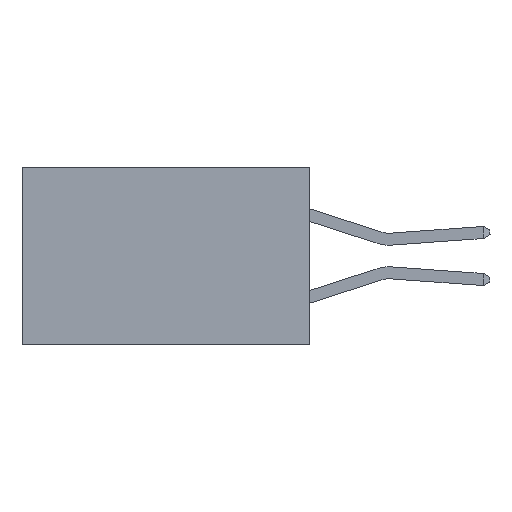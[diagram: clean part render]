
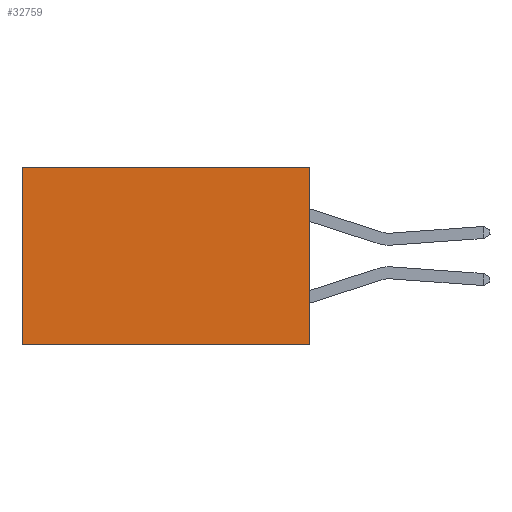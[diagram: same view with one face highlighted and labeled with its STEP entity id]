
A CAD part, left-side view. The second image highlights one B-rep face of the part: STEP entity #32759.
In plain terms, the highlighted planar face has unit normal (-1, 0, 0).
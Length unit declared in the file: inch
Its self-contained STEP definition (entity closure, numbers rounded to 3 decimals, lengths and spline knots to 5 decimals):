
#2141 = DIRECTION ( 'NONE',  ( 0., 0., -1. ) ) ;
#2854 = DIRECTION ( 'NONE',  ( 0., 0., -1. ) ) ;
#4188 = LINE ( 'NONE', #18236, #29342 ) ;
#4792 = VERTEX_POINT ( 'NONE', #30800 ) ;
#6322 = DIRECTION ( 'NONE',  ( 0., 1., 0. ) ) ;
#6460 = CARTESIAN_POINT ( 'NONE',  ( 0.298, 0., 0. ) ) ;
#6719 = EDGE_CURVE ( 'NONE', #4792, #32015, #29988, .T. ) ;
#7552 = CARTESIAN_POINT ( 'NONE',  ( 0.298, 0., 0. ) ) ;
#10356 = CARTESIAN_POINT ( 'NONE',  ( 0.298, 0.6, 0. ) ) ;
#11912 = ORIENTED_EDGE ( 'NONE', *, *, #6719, .F. ) ;
#12208 = EDGE_CURVE ( 'NONE', #16819, #21813, #31252, .T. ) ;
#12475 = CARTESIAN_POINT ( 'NONE',  ( 0.298, 0., 0. ) ) ;
#12796 = VECTOR ( 'NONE', #6322, 39.37008 ) ;
#13470 = VECTOR ( 'NONE', #25754, 39.37008 ) ;
#13652 = CARTESIAN_POINT ( 'NONE',  ( 0.298, 0., -0.37 ) ) ;
#14393 = EDGE_CURVE ( 'NONE', #21813, #32015, #26287, .T. ) ;
#15171 = DIRECTION ( 'NONE',  ( 1., 0., 0. ) ) ;
#16168 = ORIENTED_EDGE ( 'NONE', *, *, #14393, .T. ) ;
#16819 = VERTEX_POINT ( 'NONE', #7552 ) ;
#18236 = CARTESIAN_POINT ( 'NONE',  ( 0.298, 0., 0. ) ) ;
#18859 = DIRECTION ( 'NONE',  ( 0., 1., 0. ) ) ;
#20251 = AXIS2_PLACEMENT_3D ( 'NONE', #12475, #15171, #2141 ) ;
#20347 = FACE_OUTER_BOUND ( 'NONE', #28364, .T. ) ;
#21813 = VERTEX_POINT ( 'NONE', #30882 ) ;
#25269 = CARTESIAN_POINT ( 'NONE',  ( 0.298, 0.6, -0.37 ) ) ;
#25440 = PLANE ( 'NONE',  #20251 ) ;
#25754 = DIRECTION ( 'NONE',  ( 0., 0., -1. ) ) ;
#26287 = LINE ( 'NONE', #10356, #13470 ) ;
#28364 = EDGE_LOOP ( 'NONE', ( #16168, #11912, #30120, #30866 ) ) ;
#29342 = VECTOR ( 'NONE', #2854, 39.37008 ) ;
#29703 = EDGE_CURVE ( 'NONE', #16819, #4792, #4188, .T. ) ;
#29988 = LINE ( 'NONE', #13652, #12796 ) ;
#30120 = ORIENTED_EDGE ( 'NONE', *, *, #29703, .F. ) ;
#30800 = CARTESIAN_POINT ( 'NONE',  ( 0.298, 0., -0.37 ) ) ;
#30866 = ORIENTED_EDGE ( 'NONE', *, *, #12208, .T. ) ;
#30882 = CARTESIAN_POINT ( 'NONE',  ( 0.298, 0.6, 0. ) ) ;
#31252 = LINE ( 'NONE', #6460, #32056 ) ;
#32015 = VERTEX_POINT ( 'NONE', #25269 ) ;
#32056 = VECTOR ( 'NONE', #18859, 39.37008 ) ;
#32759 = ADVANCED_FACE ( 'NONE', ( #20347 ), #25440, .F. ) ;
